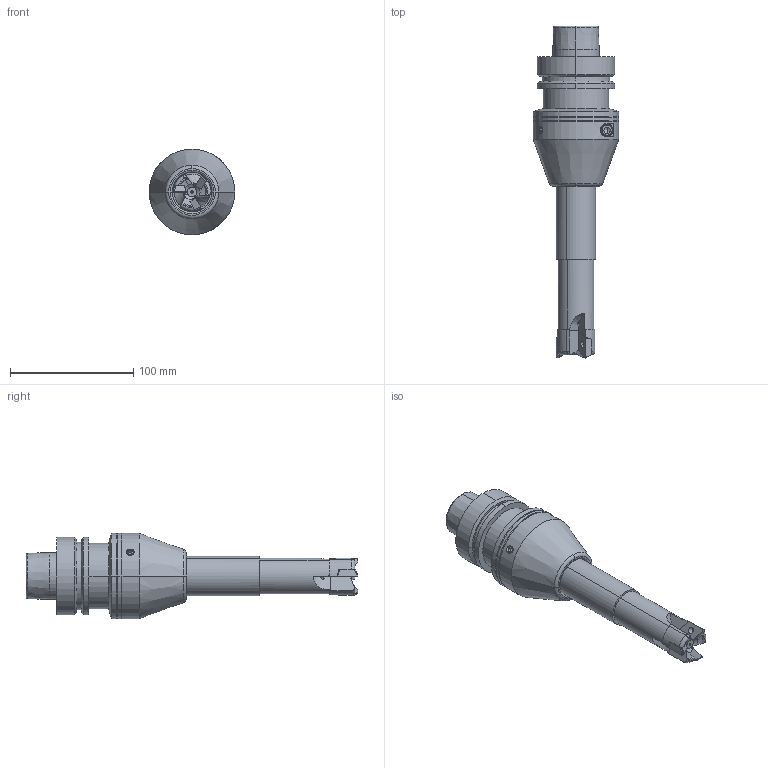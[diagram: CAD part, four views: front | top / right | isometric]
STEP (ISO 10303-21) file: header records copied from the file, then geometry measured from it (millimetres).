
FILE_DESCRIPTION(/* description */ ('Alibre Inc.'),/* implementation_level */ '2;1');
FILE_NAME(/* name */ 'export-E35ECBDD-EEDF-4314-A19F-1D06D03EDDA0',/* time_stamp */ '2024-08-16T16:14:19+02:00',/* author */ (''),/* organization */ (''),/* preprocessor_version */ 'ST-DEVELOPER v17',/* originating_system */ 'Alibre',/* authorisation */ '');
FILE_SCHEMA (('AUTOMOTIVE_DESIGN'));
Length unit declared in the file: millimetre
Products named in the file (4): TE90XEV 332-32-16-L200; Part1; XEVT 160508R-AL
Bounding box: 69.5 x 269.48 x 69.5 mm (x, y, z)
Volume: 388685 mm3; surface area: 73532.8 mm2
Topology: 5 solids, 7 shells, 310 faces, 803 edges, 508 vertices
Faces by surface type: plane 89, cylinder 89, cone 64, torus 45, bspline 23
Entity records: 11417 total; most frequent: CARTESIAN_POINT 4797, ORIENTED_EDGE 1430, DIRECTION 1233, EDGE_CURVE 715, AXIS2_PLACEMENT_3D 548, VERTEX_POINT 460, EDGE_LOOP 313, FACE_BOUND 313
